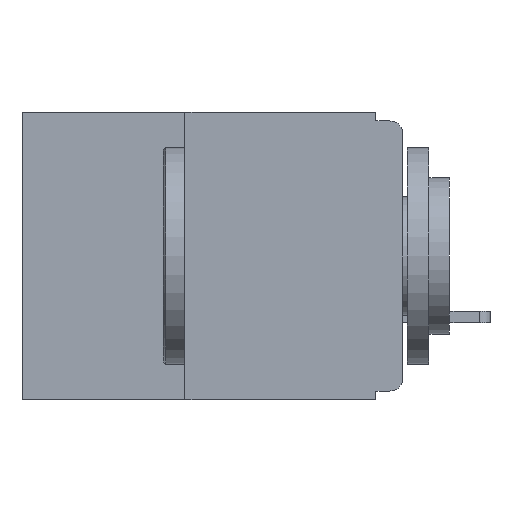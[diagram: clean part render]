
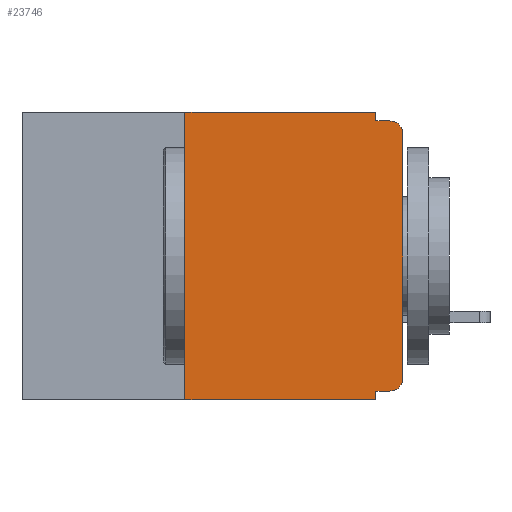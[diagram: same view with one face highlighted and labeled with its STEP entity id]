
A CAD part, left-side view. The second image highlights one B-rep face of the part: STEP entity #23746.
In plain terms, the highlighted planar face has unit normal (-1, 0, 0).
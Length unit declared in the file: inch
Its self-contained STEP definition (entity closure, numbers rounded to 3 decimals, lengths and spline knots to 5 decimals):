
#80 = DIRECTION ( 'NONE',  ( 0., 0., -1. ) ) ;
#101 = DIRECTION ( 'NONE',  ( -1., 0., 0. ) ) ;
#128 = CARTESIAN_POINT ( 'NONE',  ( 0., 0.015, -0.305 ) ) ;
#307 = LINE ( 'NONE', #16418, #10188 ) ;
#396 = CARTESIAN_POINT ( 'NONE',  ( 0., 0., -0.025 ) ) ;
#649 = EDGE_CURVE ( 'NONE', #3402, #8998, #13607, .T. ) ;
#898 = CARTESIAN_POINT ( 'NONE',  ( 0., 0.25, 0. ) ) ;
#983 = CARTESIAN_POINT ( 'NONE',  ( 0., 0.031, -0.33 ) ) ;
#1127 = DIRECTION ( 'NONE',  ( 0., 0., -1. ) ) ;
#1136 = DIRECTION ( 'NONE',  ( 0., -1., 0. ) ) ;
#1190 = AXIS2_PLACEMENT_3D ( 'NONE', #3972, #17758, #5918 ) ;
#1571 = DIRECTION ( 'NONE',  ( 0., 1., 0. ) ) ;
#2078 = VERTEX_POINT ( 'NONE', #396 ) ;
#2789 = LINE ( 'NONE', #25010, #23059 ) ;
#3385 = EDGE_CURVE ( 'NONE', #14688, #11721, #24142, .T. ) ;
#3402 = VERTEX_POINT ( 'NONE', #898 ) ;
#3409 = EDGE_CURVE ( 'NONE', #17871, #9349, #14368, .T. ) ;
#3972 = CARTESIAN_POINT ( 'NONE',  ( 0., 0.015, -0.025 ) ) ;
#5182 = FACE_OUTER_BOUND ( 'NONE', #14205, .T. ) ;
#5787 = ORIENTED_EDGE ( 'NONE', *, *, #7609, .T. ) ;
#5797 = CARTESIAN_POINT ( 'NONE',  ( 0., 0.437, 0. ) ) ;
#5808 = ORIENTED_EDGE ( 'NONE', *, *, #16123, .F. ) ;
#5918 = DIRECTION ( 'NONE',  ( 0., 0., -1. ) ) ;
#5954 = CARTESIAN_POINT ( 'NONE',  ( 0., 0.031, -0.01 ) ) ;
#6617 = VECTOR ( 'NONE', #25296, 39.37008 ) ;
#7234 = LINE ( 'NONE', #17484, #6617 ) ;
#7359 = CARTESIAN_POINT ( 'NONE',  ( 0., 0., -0.32 ) ) ;
#7609 = EDGE_CURVE ( 'NONE', #11011, #11721, #12549, .T. ) ;
#7753 = LINE ( 'NONE', #23225, #17665 ) ;
#8009 = EDGE_CURVE ( 'NONE', #9349, #2078, #7234, .T. ) ;
#8366 = ORIENTED_EDGE ( 'NONE', *, *, #18242, .F. ) ;
#8998 = VERTEX_POINT ( 'NONE', #22362 ) ;
#9349 = VERTEX_POINT ( 'NONE', #15695 ) ;
#9813 = DIRECTION ( 'NONE',  ( 1., 0., 0. ) ) ;
#9979 = ORIENTED_EDGE ( 'NONE', *, *, #16424, .F. ) ;
#10188 = VECTOR ( 'NONE', #18409, 39.37008 ) ;
#11011 = VERTEX_POINT ( 'NONE', #16768 ) ;
#11721 = VERTEX_POINT ( 'NONE', #20988 ) ;
#11853 = ORIENTED_EDGE ( 'NONE', *, *, #649, .F. ) ;
#11931 = EDGE_CURVE ( 'NONE', #2078, #12173, #17188, .T. ) ;
#12173 = VERTEX_POINT ( 'NONE', #20456 ) ;
#12327 = CARTESIAN_POINT ( 'NONE',  ( 0., 0.437, -0.33 ) ) ;
#12381 = CARTESIAN_POINT ( 'NONE',  ( 0., 0.015, -0.32 ) ) ;
#12549 = LINE ( 'NONE', #12327, #21128 ) ;
#13581 = VERTEX_POINT ( 'NONE', #5954 ) ;
#13607 = LINE ( 'NONE', #21652, #23990 ) ;
#13971 = LINE ( 'NONE', #7359, #20400 ) ;
#14205 = EDGE_LOOP ( 'NONE', ( #24070, #14937, #8366, #9979, #11853, #5808, #5787, #17259, #21277, #15789 ) ) ;
#14312 = DIRECTION ( 'NONE',  ( 0., -1., 0. ) ) ;
#14368 = CIRCLE ( 'NONE', #22891, 0.015 ) ;
#14688 = VERTEX_POINT ( 'NONE', #25048 ) ;
#14710 = EDGE_CURVE ( 'NONE', #17871, #14688, #13971, .T. ) ;
#14937 = ORIENTED_EDGE ( 'NONE', *, *, #11931, .T. ) ;
#15695 = CARTESIAN_POINT ( 'NONE',  ( 0., 0., -0.305 ) ) ;
#15789 = ORIENTED_EDGE ( 'NONE', *, *, #3409, .T. ) ;
#16123 = EDGE_CURVE ( 'NONE', #11011, #3402, #307, .T. ) ;
#16418 = CARTESIAN_POINT ( 'NONE',  ( 0., 0.25, -0.33 ) ) ;
#16424 = EDGE_CURVE ( 'NONE', #8998, #13581, #2789, .T. ) ;
#16768 = CARTESIAN_POINT ( 'NONE',  ( 0., 0.25, -0.33 ) ) ;
#17188 = CIRCLE ( 'NONE', #1190, 0.015 ) ;
#17259 = ORIENTED_EDGE ( 'NONE', *, *, #3385, .F. ) ;
#17484 = CARTESIAN_POINT ( 'NONE',  ( 0., 0., 0. ) ) ;
#17560 = PLANE ( 'NONE',  #24968 ) ;
#17665 = VECTOR ( 'NONE', #25168, 39.37008 ) ;
#17758 = DIRECTION ( 'NONE',  ( -1., 0., 0. ) ) ;
#17871 = VERTEX_POINT ( 'NONE', #12381 ) ;
#18242 = EDGE_CURVE ( 'NONE', #13581, #12173, #7753, .T. ) ;
#18409 = DIRECTION ( 'NONE',  ( 0., 0., 1. ) ) ;
#19244 = DIRECTION ( 'NONE',  ( 0., 0., -1. ) ) ;
#19577 = VECTOR ( 'NONE', #1127, 39.37008 ) ;
#20400 = VECTOR ( 'NONE', #1571, 39.37008 ) ;
#20456 = CARTESIAN_POINT ( 'NONE',  ( 0., 0.015, -0.01 ) ) ;
#20988 = CARTESIAN_POINT ( 'NONE',  ( 0., 0.031, -0.33 ) ) ;
#21128 = VECTOR ( 'NONE', #14312, 39.37008 ) ;
#21277 = ORIENTED_EDGE ( 'NONE', *, *, #14710, .F. ) ;
#21652 = CARTESIAN_POINT ( 'NONE',  ( 0., 0.437, 0. ) ) ;
#22362 = CARTESIAN_POINT ( 'NONE',  ( 0., 0.031, 0. ) ) ;
#22891 = AXIS2_PLACEMENT_3D ( 'NONE', #128, #101, #80 ) ;
#23059 = VECTOR ( 'NONE', #19244, 39.37008 ) ;
#23225 = CARTESIAN_POINT ( 'NONE',  ( 0., 0., -0.01 ) ) ;
#23512 = DIRECTION ( 'NONE',  ( 0., 0., -1. ) ) ;
#23746 = ADVANCED_FACE ( 'NONE', ( #5182 ), #17560, .F. ) ;
#23990 = VECTOR ( 'NONE', #1136, 39.37008 ) ;
#24070 = ORIENTED_EDGE ( 'NONE', *, *, #8009, .T. ) ;
#24142 = LINE ( 'NONE', #983, #19577 ) ;
#24968 = AXIS2_PLACEMENT_3D ( 'NONE', #5797, #9813, #23512 ) ;
#25010 = CARTESIAN_POINT ( 'NONE',  ( 0., 0.031, 0. ) ) ;
#25048 = CARTESIAN_POINT ( 'NONE',  ( 0., 0.031, -0.32 ) ) ;
#25168 = DIRECTION ( 'NONE',  ( 0., -1., 0. ) ) ;
#25296 = DIRECTION ( 'NONE',  ( 0., 0., 1. ) ) ;
